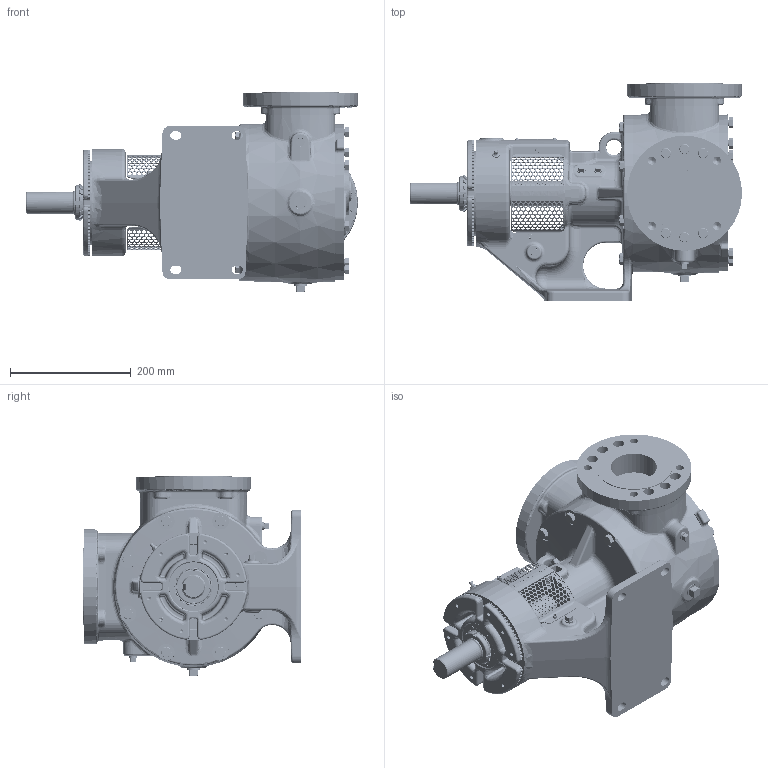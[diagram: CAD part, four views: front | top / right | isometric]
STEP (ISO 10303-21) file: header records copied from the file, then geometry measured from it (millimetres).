
FILE_DESCRIPTION (( 'STEP AP214' ), '1' );
FILE_NAME ('LV-4500.STEP', '2024-02-12T17:08:44', ( '' ), ( '' ), 'SwSTEP 2.0', 'SolidWorks 2022', '' );
FILE_SCHEMA (( 'AUTOMOTIVE_DESIGN' ));
Length unit declared in the file: millimetre
Products named in the file (1): LV-4500
Bounding box: 549.5 x 360.36 x 329.77 mm (x, y, z)
Volume: 15886429.9 mm3; surface area: 852219.6 mm2
Topology: 1 solids, 1 shells, 7365 faces, 19599 edges, 12412 vertices
Faces by surface type: bspline 3141, plane 2384, cylinder 982, cone 633, torus 151, sphere 74
Entity records: 369349 total; most frequent: CARTESIAN_POINT 162323, ORIENTED_EDGE 38980, DIRECTION 25169, EDGE_CURVE 19490, VERTEX_POINT 12409, AXIS2_PLACEMENT_3D 9083, EDGE_LOOP 8493, FACE_OUTER_BOUND 7365
